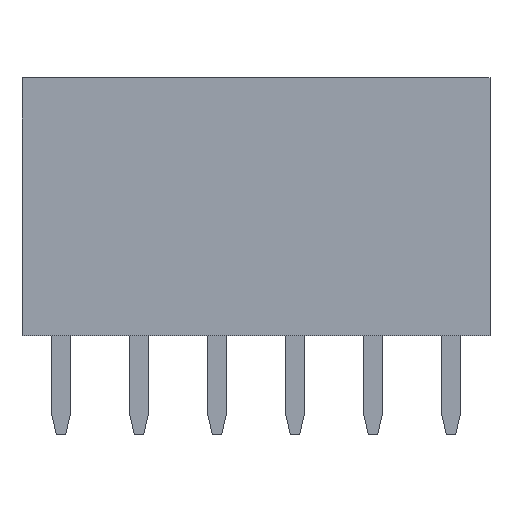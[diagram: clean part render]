
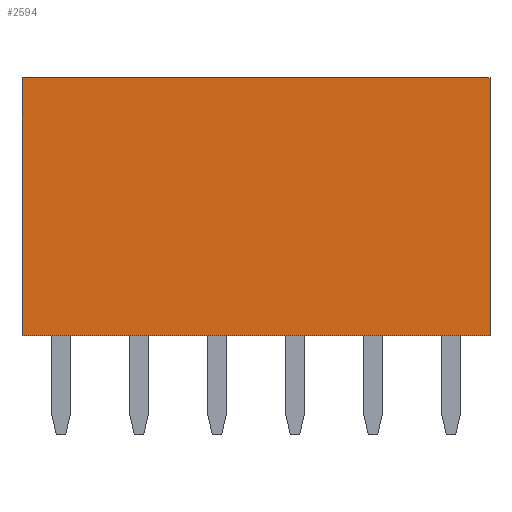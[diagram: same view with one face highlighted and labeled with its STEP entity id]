
A CAD part, top view. The second image highlights one B-rep face of the part: STEP entity #2594.
In plain terms, the highlighted planar face has unit normal (0, 0, 1).
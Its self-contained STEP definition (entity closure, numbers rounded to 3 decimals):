
#430=CARTESIAN_POINT('',(13.97,8.4,1.27));
#431=VERTEX_POINT('',#430);
#438=CARTESIAN_POINT('',(13.97,0.0,1.27));
#439=VERTEX_POINT('',#438);
#440=CARTESIAN_POINT('',(13.97,0.0,1.27));
#441=DIRECTION('',(0.0,1.0,0.0));
#442=VECTOR('',#441,8.4);
#443=LINE('',#440,#442);
#444=EDGE_CURVE('',#439,#431,#443,.T.);
#2164=CARTESIAN_POINT('',(-1.27,8.4,1.27));
#2165=VERTEX_POINT('',#2164);
#2166=CARTESIAN_POINT('',(13.97,8.4,1.27));
#2167=DIRECTION('',(-1.0,0.0,0.0));
#2168=VECTOR('',#2167,15.24);
#2169=LINE('',#2166,#2168);
#2170=EDGE_CURVE('',#431,#2165,#2169,.T.);
#2508=CARTESIAN_POINT('',(-1.27,0.0,1.27));
#2509=VERTEX_POINT('',#2508);
#2510=CARTESIAN_POINT('',(-1.27,0.0,1.27));
#2511=DIRECTION('',(1.0,0.0,0.0));
#2512=VECTOR('',#2511,15.24);
#2513=LINE('',#2510,#2512);
#2514=EDGE_CURVE('',#2509,#439,#2513,.T.);
#2578=CARTESIAN_POINT('',(1.27,0.0,1.27));
#2579=DIRECTION('',(0.0,0.0,1.0));
#2580=DIRECTION('',(1.0,0.0,0.0));
#2581=AXIS2_PLACEMENT_3D('',#2578,#2579,#2580);
#2582=PLANE('',#2581);
#2583=ORIENTED_EDGE('',*,*,#2170,.T.);
#2584=CARTESIAN_POINT('',(-1.27,0.0,1.27));
#2585=DIRECTION('',(0.0,1.0,0.0));
#2586=VECTOR('',#2585,8.4);
#2587=LINE('',#2584,#2586);
#2588=EDGE_CURVE('',#2509,#2165,#2587,.T.);
#2589=ORIENTED_EDGE('',*,*,#2588,.F.);
#2590=ORIENTED_EDGE('',*,*,#2514,.T.);
#2591=ORIENTED_EDGE('',*,*,#444,.T.);
#2592=EDGE_LOOP('',(#2583,#2589,#2590,#2591));
#2593=FACE_OUTER_BOUND('',#2592,.T.);
#2594=ADVANCED_FACE('',(#2593),#2582,.T.);
